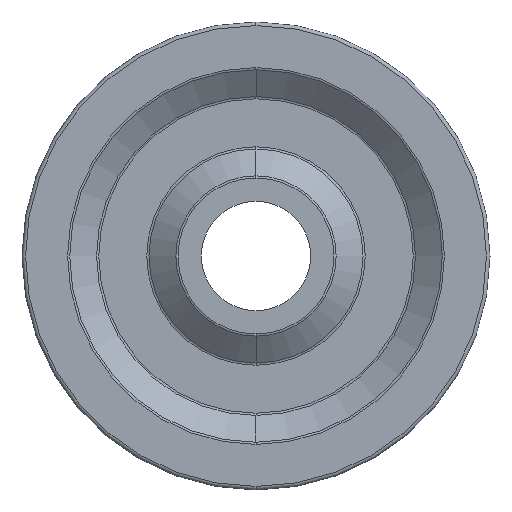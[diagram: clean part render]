
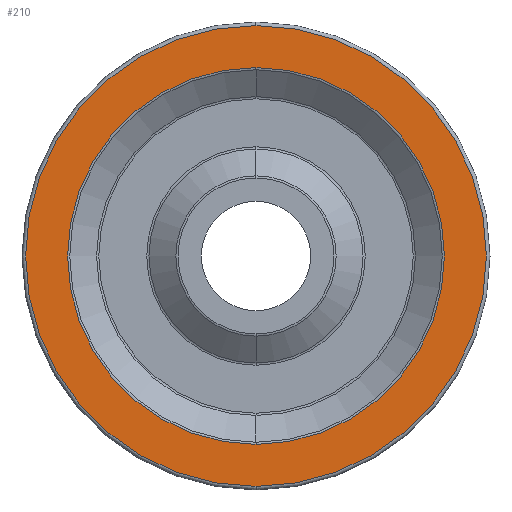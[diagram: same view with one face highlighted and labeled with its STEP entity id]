
A CAD part, left-side view. The second image highlights one B-rep face of the part: STEP entity #210.
In plain terms, the highlighted planar face has unit normal (-1, 0, 0).
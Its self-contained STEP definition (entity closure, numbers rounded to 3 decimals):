
#8 = EDGE_CURVE ( 'NONE', #310, #36, #256, .T. ) ;
#11 = CARTESIAN_POINT ( 'NONE',  ( -32.441, 0., -32. ) ) ;
#35 = DIRECTION ( 'NONE',  ( 1., 0., 0. ) ) ;
#36 = VERTEX_POINT ( 'NONE', #630 ) ;
#45 = AXIS2_PLACEMENT_3D ( 'NONE', #325, #35, #761 ) ;
#47 = CARTESIAN_POINT ( 'NONE',  ( -32.441, 0., -26.167 ) ) ;
#72 = AXIS2_PLACEMENT_3D ( 'NONE', #619, #896, #266 ) ;
#97 = DIRECTION ( 'NONE',  ( 0., 0., -1. ) ) ;
#110 = EDGE_LOOP ( 'NONE', ( #176, #223 ) ) ;
#144 = VERTEX_POINT ( 'NONE', #11 ) ;
#176 = ORIENTED_EDGE ( 'NONE', *, *, #8, .T. ) ;
#193 = DIRECTION ( 'NONE',  ( 1., 0., 0. ) ) ;
#198 = AXIS2_PLACEMENT_3D ( 'NONE', #255, #193, #882 ) ;
#205 = DIRECTION ( 'NONE',  ( 1., 0., 0. ) ) ;
#210 = ADVANCED_FACE ( 'NONE', ( #336, #470 ), #600, .F. ) ;
#223 = ORIENTED_EDGE ( 'NONE', *, *, #335, .T. ) ;
#255 = CARTESIAN_POINT ( 'NONE',  ( -32.441, 32.5, 0. ) ) ;
#256 = CIRCLE ( 'NONE', #519, 26.167 ) ;
#264 = ORIENTED_EDGE ( 'NONE', *, *, #813, .T. ) ;
#266 = DIRECTION ( 'NONE',  ( 0., 0., -1. ) ) ;
#269 = CIRCLE ( 'NONE', #784, 32. ) ;
#284 = CARTESIAN_POINT ( 'NONE',  ( -32.441, 0., 0. ) ) ;
#310 = VERTEX_POINT ( 'NONE', #47 ) ;
#325 = CARTESIAN_POINT ( 'NONE',  ( -32.441, 0., 0. ) ) ;
#330 = EDGE_CURVE ( 'NONE', #430, #144, #757, .T. ) ;
#335 = EDGE_CURVE ( 'NONE', #36, #310, #770, .T. ) ;
#336 = FACE_BOUND ( 'NONE', #110, .T. ) ;
#362 = ORIENTED_EDGE ( 'NONE', *, *, #330, .T. ) ;
#370 = DIRECTION ( 'NONE',  ( -1., 0., 0. ) ) ;
#397 = EDGE_LOOP ( 'NONE', ( #264, #362 ) ) ;
#430 = VERTEX_POINT ( 'NONE', #768 ) ;
#470 = FACE_OUTER_BOUND ( 'NONE', #397, .T. ) ;
#519 = AXIS2_PLACEMENT_3D ( 'NONE', #284, #205, #908 ) ;
#600 = PLANE ( 'NONE',  #198 ) ;
#619 = CARTESIAN_POINT ( 'NONE',  ( -32.441, 0., 0. ) ) ;
#630 = CARTESIAN_POINT ( 'NONE',  ( -32.441, 0., 26.167 ) ) ;
#730 = CARTESIAN_POINT ( 'NONE',  ( -32.441, 0., 0. ) ) ;
#757 = CIRCLE ( 'NONE', #72, 32. ) ;
#761 = DIRECTION ( 'NONE',  ( 0., 0., -1. ) ) ;
#768 = CARTESIAN_POINT ( 'NONE',  ( -32.441, 0., 32. ) ) ;
#770 = CIRCLE ( 'NONE', #45, 26.167 ) ;
#784 = AXIS2_PLACEMENT_3D ( 'NONE', #730, #370, #97 ) ;
#813 = EDGE_CURVE ( 'NONE', #144, #430, #269, .T. ) ;
#882 = DIRECTION ( 'NONE',  ( 0., 0., -1. ) ) ;
#896 = DIRECTION ( 'NONE',  ( -1., 0., 0. ) ) ;
#908 = DIRECTION ( 'NONE',  ( 0., 0., -1. ) ) ;
